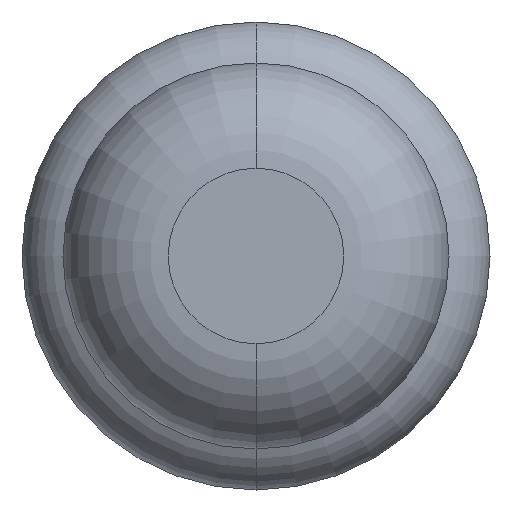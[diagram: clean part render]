
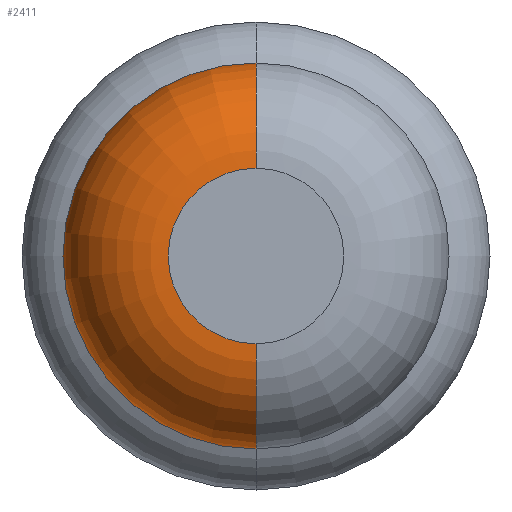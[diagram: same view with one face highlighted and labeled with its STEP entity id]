
A CAD part, front view. The second image highlights one B-rep face of the part: STEP entity #2411.
In plain terms, the highlighted toroidal (fillet/blend) face has major radius 0.375 mm and minor radius 0.45 mm.
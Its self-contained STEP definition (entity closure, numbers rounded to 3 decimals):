
#27 = DIRECTION ( 'NONE',  ( 0., 1., 0. ) ) ;
#62 = AXIS2_PLACEMENT_3D ( 'NONE', #1137, #1125, #3768 ) ;
#73 = DIRECTION ( 'NONE',  ( -1., 0., 0. ) ) ;
#101 = VERTEX_POINT ( 'NONE', #1525 ) ;
#142 = EDGE_CURVE ( 'NONE', #3090, #2031, #232, .T. ) ;
#232 = CIRCLE ( 'NONE', #1515, 0.45 ) ;
#485 = CIRCLE ( 'NONE', #965, 0.45 ) ;
#672 = ORIENTED_EDGE ( 'NONE', *, *, #3448, .T. ) ;
#721 = DIRECTION ( 'NONE',  ( 1., 0., 0. ) ) ;
#734 = CARTESIAN_POINT ( 'NONE',  ( 0., -23.55, 0.825 ) ) ;
#965 = AXIS2_PLACEMENT_3D ( 'NONE', #2795, #721, #2503 ) ;
#1125 = DIRECTION ( 'NONE',  ( 0., 1., 0. ) ) ;
#1137 = CARTESIAN_POINT ( 'NONE',  ( 0., -23.55, 0. ) ) ;
#1203 = CARTESIAN_POINT ( 'NONE',  ( 0., -23.55, 0. ) ) ;
#1355 = CIRCLE ( 'NONE', #3758, 0.825 ) ;
#1510 = CARTESIAN_POINT ( 'NONE',  ( 0., -24., -0.375 ) ) ;
#1515 = AXIS2_PLACEMENT_3D ( 'NONE', #2102, #73, #3307 ) ;
#1525 = CARTESIAN_POINT ( 'NONE',  ( 0., -23.55, -0.825 ) ) ;
#1663 = VERTEX_POINT ( 'NONE', #1510 ) ;
#1766 = EDGE_LOOP ( 'NONE', ( #3094, #672, #2363, #3188 ) ) ;
#2019 = EDGE_CURVE ( 'Defeature ausgef�hrt1_3+Defeature ausgef�hrt1_2+Defeature ausgef�hrt1_2+Defeature ausgef�hrt1_2', #101, #2031, #1355, .T. ) ;
#2031 = VERTEX_POINT ( 'NONE', #734 ) ;
#2059 = TOROIDAL_SURFACE ( 'NONE', #62, 0.375, 0.45 ) ;
#2075 = DIRECTION ( 'NONE',  ( 0., 0., 1. ) ) ;
#2102 = CARTESIAN_POINT ( 'NONE',  ( 0., -23.55, 0.375 ) ) ;
#2363 = ORIENTED_EDGE ( 'NONE', *, *, #142, .T. ) ;
#2404 = DIRECTION ( 'NONE',  ( 0., 1., 0. ) ) ;
#2411 = ADVANCED_FACE ( 'Defeature ausgef�hrt1_2', ( #3592 ), #2059, .T. ) ;
#2503 = DIRECTION ( 'NONE',  ( 0., 0., -1. ) ) ;
#2612 = CARTESIAN_POINT ( 'NONE',  ( 0., -24., 0.375 ) ) ;
#2782 = AXIS2_PLACEMENT_3D ( 'NONE', #3020, #2404, #2996 ) ;
#2795 = CARTESIAN_POINT ( 'NONE',  ( 0., -23.55, -0.375 ) ) ;
#2996 = DIRECTION ( 'NONE',  ( 0., 0., 1. ) ) ;
#3020 = CARTESIAN_POINT ( 'NONE',  ( 0., -24., 0. ) ) ;
#3090 = VERTEX_POINT ( 'NONE', #2612 ) ;
#3094 = ORIENTED_EDGE ( 'NONE', *, *, #3500, .F. ) ;
#3145 = CIRCLE ( 'NONE', #2782, 0.375 ) ;
#3188 = ORIENTED_EDGE ( 'NONE', *, *, #2019, .F. ) ;
#3307 = DIRECTION ( 'NONE',  ( 0., 0., 1. ) ) ;
#3448 = EDGE_CURVE ( 'Defeature ausgef�hrt1_2+Defeature ausgef�hrt1_1+Defeature ausgef�hrt1_1+Defeature ausgef�hrt1_1', #1663, #3090, #3145, .T. ) ;
#3500 = EDGE_CURVE ( 'NONE', #1663, #101, #485, .T. ) ;
#3592 = FACE_OUTER_BOUND ( 'NONE', #1766, .T. ) ;
#3758 = AXIS2_PLACEMENT_3D ( 'NONE', #1203, #27, #2075 ) ;
#3768 = DIRECTION ( 'NONE',  ( 0., 0., 1. ) ) ;
